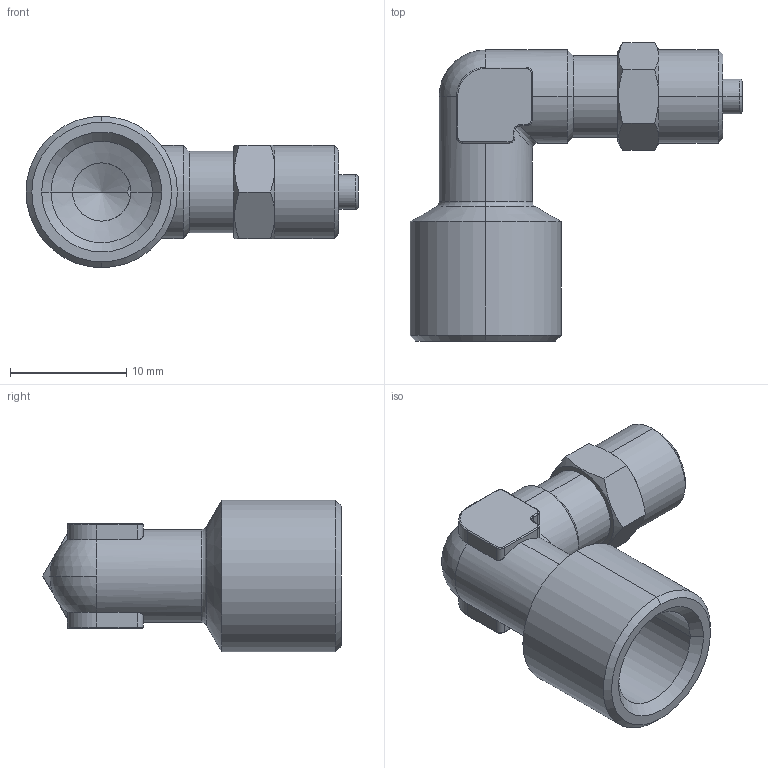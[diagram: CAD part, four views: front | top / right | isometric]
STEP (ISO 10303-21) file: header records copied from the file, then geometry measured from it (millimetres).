
FILE_DESCRIPTION (( 'STEP AP203' ), '1' );
FILE_NAME ('02070021.STEP', '2011-09-28T08:53:46', ( '' ), ( 'sopra-pneumatic' ), 'SwSTEP 2.0', 'SolidWorks 2011', '' );
FILE_SCHEMA (( 'CONFIG_CONTROL_DESIGN' ));
Length unit declared in the file: millimetre
Products named in the file (1): 02070021
Bounding box: 28.5 x 25.62 x 13 mm (x, y, z)
Volume: 2075 mm3; surface area: 2086.9 mm2
Topology: 1 solids, 1 shells, 114 faces, 267 edges, 156 vertices
Faces by surface type: cylinder 44, cone 26, plane 25, torus 16, sphere 2, bspline 1
Entity records: 3492 total; most frequent: CARTESIAN_POINT 823, DIRECTION 572, ORIENTED_EDGE 530, EDGE_CURVE 265, AXIS2_PLACEMENT_3D 235, VERTEX_POINT 156, CIRCLE 121, EDGE_LOOP 119
